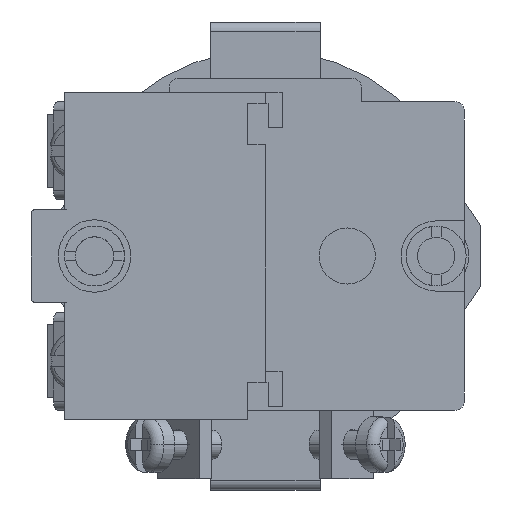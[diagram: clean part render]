
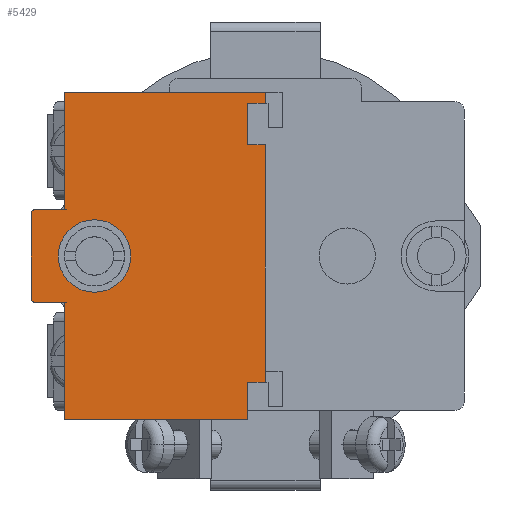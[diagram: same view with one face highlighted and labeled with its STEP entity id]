
A CAD part, front view. The second image highlights one B-rep face of the part: STEP entity #5429.
In plain terms, the highlighted planar face has unit normal (0, -1, 0).
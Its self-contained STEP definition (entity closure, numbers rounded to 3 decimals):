
#275 = VECTOR ( 'NONE', #20191, 1000. ) ;
#298 = CARTESIAN_POINT ( 'NONE',  ( -1.9, -72.1, 16.3 ) ) ;
#649 = CARTESIAN_POINT ( 'NONE',  ( -22.125, -72.1, 0. ) ) ;
#707 = ORIENTED_EDGE ( 'NONE', *, *, #13787, .T. ) ;
#832 = VECTOR ( 'NONE', #19159, 1000. ) ;
#1037 = EDGE_CURVE ( 'NONE', #11511, #13038, #11815, .T. ) ;
#1142 = AXIS2_PLACEMENT_3D ( 'NONE', #3879, #16427, #15010 ) ;
#1311 = LINE ( 'NONE', #4445, #275 ) ;
#1375 = DIRECTION ( 'NONE',  ( -1., 0., 0. ) ) ;
#1400 = AXIS2_PLACEMENT_3D ( 'NONE', #19837, #16454, #6814 ) ;
#1530 = DIRECTION ( 'NONE',  ( 0., 0., -1. ) ) ;
#1535 = VERTEX_POINT ( 'NONE', #2862 ) ;
#1681 = FACE_BOUND ( 'NONE', #17750, .T. ) ;
#1687 = DIRECTION ( 'NONE',  ( 0., 1., 0. ) ) ;
#1744 = CIRCLE ( 'NONE', #13521, 0.5 ) ;
#1884 = CARTESIAN_POINT ( 'NONE',  ( -18.25, -72.1, 0. ) ) ;
#2169 = CARTESIAN_POINT ( 'NONE',  ( -25., -72.1, -17.5 ) ) ;
#2259 = CARTESIAN_POINT ( 'NONE',  ( 0.3, -72.1, -13.5 ) ) ;
#2264 = LINE ( 'NONE', #7906, #7982 ) ;
#2622 = DIRECTION ( 'NONE',  ( 1., 0., 0. ) ) ;
#2828 = CARTESIAN_POINT ( 'NONE',  ( -1.9, -72.1, 11.9 ) ) ;
#2862 = CARTESIAN_POINT ( 'NONE',  ( 0., -72.1, 16.3 ) ) ;
#2987 = CARTESIAN_POINT ( 'NONE',  ( 0., -72.1, 11.9 ) ) ;
#3029 = ORIENTED_EDGE ( 'NONE', *, *, #16912, .T. ) ;
#3060 = ORIENTED_EDGE ( 'NONE', *, *, #12041, .F. ) ;
#3118 = CARTESIAN_POINT ( 'NONE',  ( -14.375, -72.1, 0. ) ) ;
#3222 = DIRECTION ( 'NONE',  ( 0., 0., 1. ) ) ;
#3582 = CARTESIAN_POINT ( 'NONE',  ( -25., -72.1, 4.5 ) ) ;
#3645 = DIRECTION ( 'NONE',  ( -1., 0., 0. ) ) ;
#3655 = LINE ( 'NONE', #8583, #13864 ) ;
#3879 = CARTESIAN_POINT ( 'NONE',  ( -12.5, -72.1, 0. ) ) ;
#4003 = CARTESIAN_POINT ( 'NONE',  ( -25., -72.1, 17.5 ) ) ;
#4068 = LINE ( 'NONE', #10449, #7292 ) ;
#4279 = EDGE_CURVE ( 'NONE', #10477, #6353, #1744, .T. ) ;
#4445 = CARTESIAN_POINT ( 'NONE',  ( -25., -72.1, 5. ) ) ;
#4468 = CARTESIAN_POINT ( 'NONE',  ( -21.5, -72.1, -17.5 ) ) ;
#4486 = VERTEX_POINT ( 'NONE', #298 ) ;
#4803 = LINE ( 'NONE', #4003, #17058 ) ;
#4880 = ORIENTED_EDGE ( 'NONE', *, *, #10609, .F. ) ;
#5089 = CARTESIAN_POINT ( 'NONE',  ( -1.9, -72.1, -13.5 ) ) ;
#5429 = ADVANCED_FACE ( 'NONE', ( #1681, #9640 ), #13407, .F. ) ;
#5463 = CARTESIAN_POINT ( 'NONE',  ( -21.5, -72.1, 17.5 ) ) ;
#5538 = CARTESIAN_POINT ( 'NONE',  ( -21.5, -72.1, 5. ) ) ;
#5647 = ORIENTED_EDGE ( 'NONE', *, *, #1037, .T. ) ;
#5873 = CARTESIAN_POINT ( 'NONE',  ( -18.25, -72.1, 0. ) ) ;
#5892 = LINE ( 'NONE', #2169, #17140 ) ;
#6353 = VERTEX_POINT ( 'NONE', #9418 ) ;
#6508 = VERTEX_POINT ( 'NONE', #5089 ) ;
#6514 = VERTEX_POINT ( 'NONE', #3582 ) ;
#6814 = DIRECTION ( 'NONE',  ( -1., 0., 0. ) ) ;
#6826 = VERTEX_POINT ( 'NONE', #649 ) ;
#6833 = VECTOR ( 'NONE', #12834, 1000. ) ;
#7077 = EDGE_CURVE ( 'NONE', #6508, #16096, #13213, .T. ) ;
#7196 = VECTOR ( 'NONE', #8763, 1000. ) ;
#7292 = VECTOR ( 'NONE', #16579, 1000. ) ;
#7342 = EDGE_CURVE ( 'NONE', #13038, #4486, #17426, .T. ) ;
#7456 = ORIENTED_EDGE ( 'NONE', *, *, #13343, .T. ) ;
#7552 = CARTESIAN_POINT ( 'NONE',  ( -24.5, -72.1, -4.5 ) ) ;
#7561 = ORIENTED_EDGE ( 'NONE', *, *, #4279, .T. ) ;
#7610 = CARTESIAN_POINT ( 'NONE',  ( -21.5, -72.1, 5. ) ) ;
#7622 = CARTESIAN_POINT ( 'NONE',  ( -24.5, -72.1, 5. ) ) ;
#7678 = DIRECTION ( 'NONE',  ( 0., -1., 0. ) ) ;
#7906 = CARTESIAN_POINT ( 'NONE',  ( -21.5, -72.1, -5. ) ) ;
#7982 = VECTOR ( 'NONE', #1530, 1000. ) ;
#8290 = LINE ( 'NONE', #7610, #13276 ) ;
#8464 = EDGE_CURVE ( 'NONE', #15490, #13166, #5892, .T. ) ;
#8503 = EDGE_CURVE ( 'NONE', #4486, #1535, #3655, .T. ) ;
#8583 = CARTESIAN_POINT ( 'NONE',  ( -1.9, -72.1, 16.3 ) ) ;
#8614 = CARTESIAN_POINT ( 'NONE',  ( -25., -72.1, 17.5 ) ) ;
#8662 = LINE ( 'NONE', #10941, #15124 ) ;
#8763 = DIRECTION ( 'NONE',  ( 0., 0., 1. ) ) ;
#9099 = DIRECTION ( 'NONE',  ( -1., 0., 0. ) ) ;
#9418 = CARTESIAN_POINT ( 'NONE',  ( -24.5, -72.1, -5. ) ) ;
#9640 = FACE_OUTER_BOUND ( 'NONE', #18131, .T. ) ;
#9695 = ORIENTED_EDGE ( 'NONE', *, *, #18796, .F. ) ;
#9774 = CARTESIAN_POINT ( 'NONE',  ( -12.5, -72.1, 11.9 ) ) ;
#10228 = LINE ( 'NONE', #8614, #7196 ) ;
#10297 = VERTEX_POINT ( 'NONE', #15780 ) ;
#10449 = CARTESIAN_POINT ( 'NONE',  ( 0., -72.1, 17.5 ) ) ;
#10477 = VERTEX_POINT ( 'NONE', #19743 ) ;
#10574 = AXIS2_PLACEMENT_3D ( 'NONE', #1884, #1687, #19226 ) ;
#10609 = EDGE_CURVE ( 'NONE', #18630, #10297, #4803, .T. ) ;
#10941 = CARTESIAN_POINT ( 'NONE',  ( -1.9, -72.1, -17.5 ) ) ;
#11397 = ORIENTED_EDGE ( 'NONE', *, *, #7077, .T. ) ;
#11442 = VERTEX_POINT ( 'NONE', #7622 ) ;
#11494 = ORIENTED_EDGE ( 'NONE', *, *, #8464, .F. ) ;
#11511 = VERTEX_POINT ( 'NONE', #2987 ) ;
#11642 = LINE ( 'NONE', #18173, #12875 ) ;
#11815 = LINE ( 'NONE', #9774, #832 ) ;
#11866 = DIRECTION ( 'NONE',  ( 1., 0., 0. ) ) ;
#11900 = CIRCLE ( 'NONE', #1400, 0.5 ) ;
#12037 = ORIENTED_EDGE ( 'NONE', *, *, #13623, .F. ) ;
#12041 = EDGE_CURVE ( 'NONE', #10297, #1535, #13087, .T. ) ;
#12531 = ORIENTED_EDGE ( 'NONE', *, *, #7342, .T. ) ;
#12834 = DIRECTION ( 'NONE',  ( 0., 0., -1. ) ) ;
#12875 = VECTOR ( 'NONE', #11866, 1000. ) ;
#13038 = VERTEX_POINT ( 'NONE', #2828 ) ;
#13083 = ORIENTED_EDGE ( 'NONE', *, *, #17620, .T. ) ;
#13087 = LINE ( 'NONE', #14420, #6833 ) ;
#13166 = VERTEX_POINT ( 'NONE', #4468 ) ;
#13213 = LINE ( 'NONE', #2259, #14434 ) ;
#13257 = DIRECTION ( 'NONE',  ( 1., 0., 0. ) ) ;
#13276 = VECTOR ( 'NONE', #17064, 1000. ) ;
#13291 = ORIENTED_EDGE ( 'NONE', *, *, #18720, .F. ) ;
#13343 = EDGE_CURVE ( 'NONE', #15650, #6826, #17745, .T. ) ;
#13407 = PLANE ( 'NONE',  #1142 ) ;
#13467 = CARTESIAN_POINT ( 'NONE',  ( -1.9, -72.1, -17.5 ) ) ;
#13521 = AXIS2_PLACEMENT_3D ( 'NONE', #7552, #7678, #1375 ) ;
#13623 = EDGE_CURVE ( 'NONE', #11442, #18640, #1311, .T. ) ;
#13787 = EDGE_CURVE ( 'NONE', #18747, #13166, #2264, .T. ) ;
#13864 = VECTOR ( 'NONE', #13257, 1000. ) ;
#13890 = DIRECTION ( 'NONE',  ( 0., 1., 0. ) ) ;
#14027 = CARTESIAN_POINT ( 'NONE',  ( 0., -72.1, -13.5 ) ) ;
#14169 = ORIENTED_EDGE ( 'NONE', *, *, #14891, .F. ) ;
#14420 = CARTESIAN_POINT ( 'NONE',  ( 0., -72.1, 17.5 ) ) ;
#14434 = VECTOR ( 'NONE', #15060, 1000. ) ;
#14666 = VECTOR ( 'NONE', #3222, 1000. ) ;
#14891 = EDGE_CURVE ( 'NONE', #10477, #6514, #10228, .T. ) ;
#15010 = DIRECTION ( 'NONE',  ( -1., 0., 0. ) ) ;
#15060 = DIRECTION ( 'NONE',  ( 1., 0., 0. ) ) ;
#15124 = VECTOR ( 'NONE', #18839, 1000. ) ;
#15490 = VERTEX_POINT ( 'NONE', #13467 ) ;
#15594 = EDGE_CURVE ( 'NONE', #15490, #6508, #8662, .T. ) ;
#15650 = VERTEX_POINT ( 'NONE', #3118 ) ;
#15780 = CARTESIAN_POINT ( 'NONE',  ( 0., -72.1, 17.5 ) ) ;
#15801 = ORIENTED_EDGE ( 'NONE', *, *, #15594, .T. ) ;
#16096 = VERTEX_POINT ( 'NONE', #14027 ) ;
#16201 = ORIENTED_EDGE ( 'NONE', *, *, #8503, .T. ) ;
#16427 = DIRECTION ( 'NONE',  ( 0., 1., 0. ) ) ;
#16454 = DIRECTION ( 'NONE',  ( 0., -1., 0. ) ) ;
#16579 = DIRECTION ( 'NONE',  ( 0., 0., -1. ) ) ;
#16798 = AXIS2_PLACEMENT_3D ( 'NONE', #5873, #13890, #9099 ) ;
#16912 = EDGE_CURVE ( 'NONE', #11442, #6514, #11900, .T. ) ;
#16927 = EDGE_CURVE ( 'NONE', #6353, #18747, #11642, .T. ) ;
#17058 = VECTOR ( 'NONE', #2622, 1000. ) ;
#17064 = DIRECTION ( 'NONE',  ( 0., 0., 1. ) ) ;
#17077 = CIRCLE ( 'NONE', #16798, 3.875 ) ;
#17140 = VECTOR ( 'NONE', #3645, 1000. ) ;
#17426 = LINE ( 'NONE', #17570, #14666 ) ;
#17570 = CARTESIAN_POINT ( 'NONE',  ( -1.9, -72.1, 16.3 ) ) ;
#17620 = EDGE_CURVE ( 'NONE', #6826, #15650, #17077, .T. ) ;
#17745 = CIRCLE ( 'NONE', #10574, 3.875 ) ;
#17750 = EDGE_LOOP ( 'NONE', ( #7456, #13083 ) ) ;
#18131 = EDGE_LOOP ( 'NONE', ( #12531, #16201, #3060, #4880, #9695, #12037, #3029, #14169, #7561, #20354, #707, #11494, #15801, #11397, #13291, #5647 ) ) ;
#18152 = CARTESIAN_POINT ( 'NONE',  ( -21.5, -72.1, -5. ) ) ;
#18173 = CARTESIAN_POINT ( 'NONE',  ( -25., -72.1, -5. ) ) ;
#18630 = VERTEX_POINT ( 'NONE', #5463 ) ;
#18640 = VERTEX_POINT ( 'NONE', #5538 ) ;
#18720 = EDGE_CURVE ( 'NONE', #11511, #16096, #4068, .T. ) ;
#18747 = VERTEX_POINT ( 'NONE', #18152 ) ;
#18796 = EDGE_CURVE ( 'NONE', #18640, #18630, #8290, .T. ) ;
#18839 = DIRECTION ( 'NONE',  ( 0., 0., 1. ) ) ;
#19159 = DIRECTION ( 'NONE',  ( -1., 0., 0. ) ) ;
#19226 = DIRECTION ( 'NONE',  ( -1., 0., 0. ) ) ;
#19743 = CARTESIAN_POINT ( 'NONE',  ( -25., -72.1, -4.5 ) ) ;
#19837 = CARTESIAN_POINT ( 'NONE',  ( -24.5, -72.1, 4.5 ) ) ;
#20191 = DIRECTION ( 'NONE',  ( 1., 0., 0. ) ) ;
#20354 = ORIENTED_EDGE ( 'NONE', *, *, #16927, .T. ) ;
